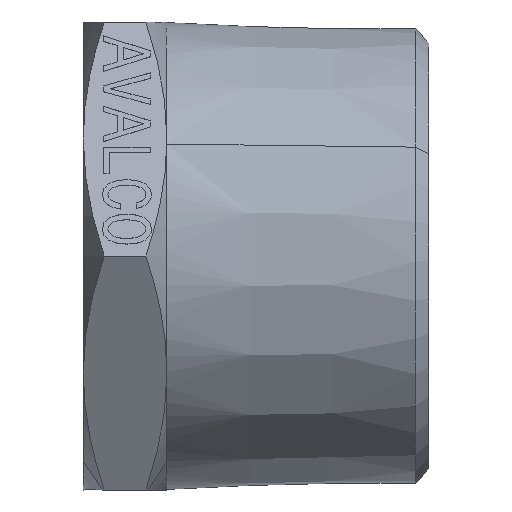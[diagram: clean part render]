
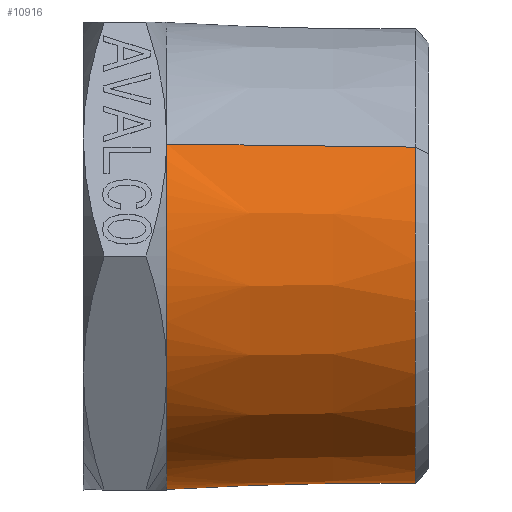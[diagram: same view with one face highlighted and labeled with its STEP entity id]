
A CAD part, left-side view. The second image highlights one B-rep face of the part: STEP entity #10916.
In plain terms, the highlighted conical face has half-angle 1.47 degrees and reference radius 20.352 mm.
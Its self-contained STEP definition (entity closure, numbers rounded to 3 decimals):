
#1181=CARTESIAN_POINT('Vertex',(-18.39,0.,10.046)) ;
#1183=CARTESIAN_POINT('Vertex',(18.39,0.,-10.046)) ;
#1186=CARTESIAN_POINT('Axis2P3D Location',(0.,0.,0.)) ;
#10886=CARTESIAN_POINT('Axis2P3D Location',(0.,-23.5,0.)) ;
#10891=CARTESIAN_POINT('Line Origine',(-18.125,-11.75,9.902)) ;
#10895=CARTESIAN_POINT('Vertex',(-17.888,-22.3,9.772)) ;
#10898=CARTESIAN_POINT('Line Origine',(18.125,-11.75,-9.902)) ;
#10902=CARTESIAN_POINT('Vertex',(17.888,-22.3,-9.772)) ;
#10905=CARTESIAN_POINT('Axis2P3D Location',(0.,-22.3,0.)) ;
#1187=DIRECTION('Axis2P3D Direction',(0.,1.,0.)) ;
#10887=DIRECTION('Axis2P3D Direction',(0.,1.,0.)) ;
#10888=DIRECTION('Axis2P3D XDirection',(-0.878,0.,0.479)) ;
#10892=DIRECTION('Vector Direction',(-0.023,1.,0.012)) ;
#10899=DIRECTION('Vector Direction',(0.023,1.,-0.012)) ;
#10906=DIRECTION('Axis2P3D Direction',(0.,1.,0.)) ;
#1188=AXIS2_PLACEMENT_3D('Circle Axis2P3D',#1186,#1187,$) ;
#10889=AXIS2_PLACEMENT_3D('Cone Axis2P3D',#10886,#10887,#10888) ;
#10907=AXIS2_PLACEMENT_3D('Circle Axis2P3D',#10905,#10906,$) ;
#10911=ORIENTED_EDGE('',*,*,#10897,.T.) ;
#10912=ORIENTED_EDGE('',*,*,#1190,.F.) ;
#10913=ORIENTED_EDGE('',*,*,#10904,.F.) ;
#10914=ORIENTED_EDGE('',*,*,#10909,.T.) ;
#10893=VECTOR('Line Direction',#10892,1.) ;
#10900=VECTOR('Line Direction',#10899,1.) ;
#10916=ADVANCED_FACE('Corps principal',(#10915),#10890,.T.) ;
#1189=CIRCLE('generated circle',#1188,20.955) ;
#10908=CIRCLE('generated circle',#10907,20.383) ;
#10890=CONICAL_SURFACE('Cone',#10889,20.352,0.026) ;
#1190=EDGE_CURVE('',#1184,#1182,#1189,.T.) ;
#10897=EDGE_CURVE('',#10896,#1182,#10894,.T.) ;
#10904=EDGE_CURVE('',#10903,#1184,#10901,.T.) ;
#10909=EDGE_CURVE('',#10903,#10896,#10908,.T.) ;
#10910=EDGE_LOOP('',(#10911,#10912,#10913,#10914)) ;
#10915=FACE_OUTER_BOUND('',#10910,.T.) ;
#10894=LINE('Line',#10891,#10893) ;
#10901=LINE('Line',#10898,#10900) ;
#1182=VERTEX_POINT('',#1181) ;
#1184=VERTEX_POINT('',#1183) ;
#10896=VERTEX_POINT('',#10895) ;
#10903=VERTEX_POINT('',#10902) ;
